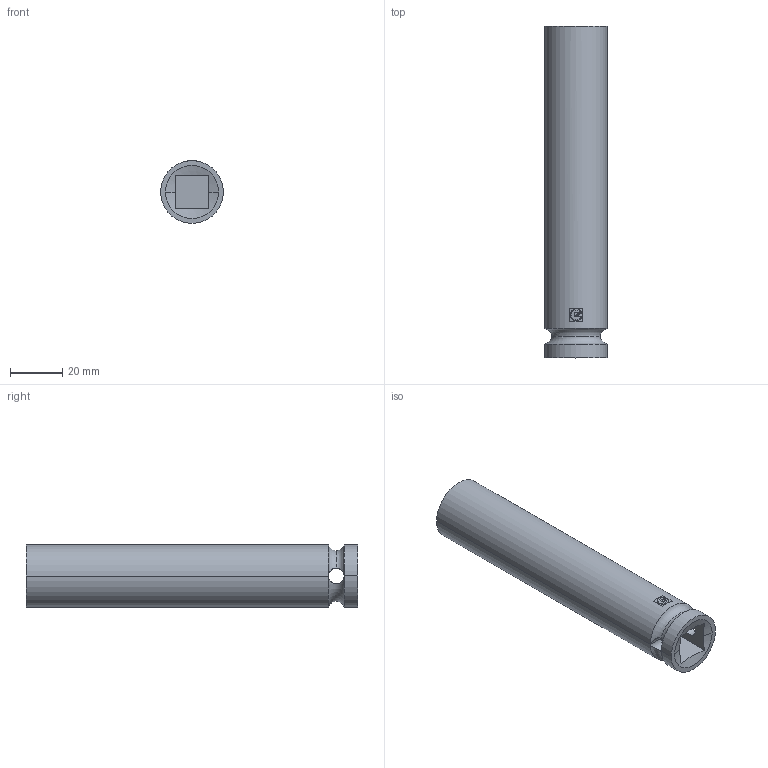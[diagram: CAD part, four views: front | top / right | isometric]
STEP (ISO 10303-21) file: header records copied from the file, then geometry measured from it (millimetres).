
FILE_DESCRIPTION (( 'STEP AP203' ), '1' );
FILE_NAME ('K60124016.STEP', '2022-03-01T07:09:17', ( '' ), ( '' ), 'SwSTEP 2.0', 'SolidWorks 2019', '' );
FILE_SCHEMA (( 'CONFIG_CONTROL_DESIGN' ));
Length unit declared in the file: millimetre
Products named in the file (1): K60124016
Bounding box: 24 x 127 x 24 mm (x, y, z)
Volume: 48216.7 mm3; surface area: 12779.6 mm2
Topology: 1 solids, 1 shells, 34 faces, 111 edges, 84 vertices
Faces by surface type: plane 14, cylinder 13, cone 4, torus 3
Entity records: 1628 total; most frequent: CARTESIAN_POINT 603, ORIENTED_EDGE 222, DIRECTION 163, EDGE_CURVE 111, VERTEX_POINT 84, AXIS2_PLACEMENT_3D 64, B_SPLINE_CURVE_WITH_KNOTS 47, EDGE_LOOP 43
